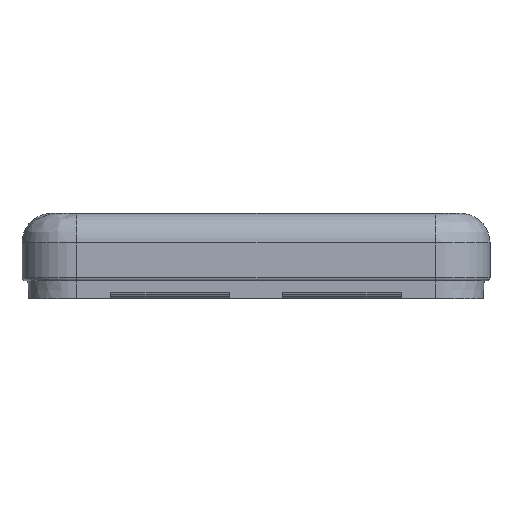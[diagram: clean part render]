
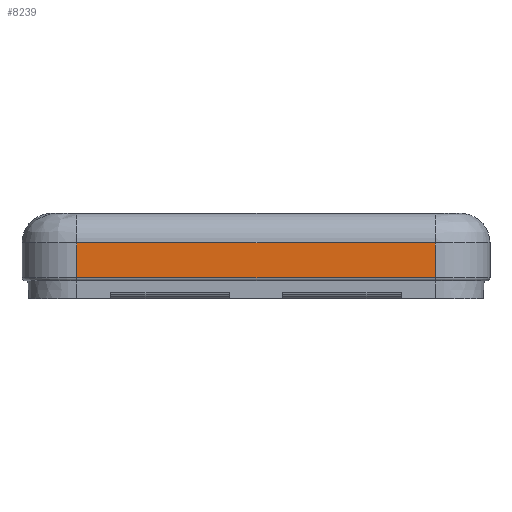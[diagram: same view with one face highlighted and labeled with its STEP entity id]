
A CAD part, front view. The second image highlights one B-rep face of the part: STEP entity #8239.
In plain terms, the highlighted planar face has unit normal (0, -1, 0).
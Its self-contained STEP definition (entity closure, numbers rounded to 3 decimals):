
#874=FACE_OUTER_BOUND('',#1363,.T.);
#1363=EDGE_LOOP('',(#7515,#7516,#7517,#7518));
#1905=LINE('',#12275,#2517);
#2353=LINE('',#14419,#2965);
#2410=LINE('',#14995,#3022);
#2411=LINE('',#15030,#3023);
#2517=VECTOR('',#9491,10.);
#2965=VECTOR('',#11271,10.);
#3022=VECTOR('',#11758,10.);
#3023=VECTOR('',#11767,10.);
#3149=VERTEX_POINT('',#12267);
#3151=VERTEX_POINT('',#12273);
#3706=VERTEX_POINT('',#14417);
#3804=VERTEX_POINT('',#14990);
#3971=EDGE_CURVE('',#3151,#3149,#1905,.T.);
#4845=EDGE_CURVE('',#3706,#3151,#2353,.T.);
#5039=EDGE_CURVE('',#3804,#3706,#2410,.T.);
#5042=EDGE_CURVE('',#3804,#3149,#2411,.T.);
#7515=ORIENTED_EDGE('',*,*,#3971,.F.);
#7516=ORIENTED_EDGE('',*,*,#4845,.F.);
#7517=ORIENTED_EDGE('',*,*,#5039,.F.);
#7518=ORIENTED_EDGE('',*,*,#5042,.T.);
#7788=PLANE('',#9213);
#8239=ADVANCED_FACE('',(#874),#7788,.T.);
#9213=AXIS2_PLACEMENT_3D('',#15032,#11770,#11771);
#9491=DIRECTION('',(-1.,0.,0.));
#11271=DIRECTION('',(0.,0.,-1.));
#11758=DIRECTION('',(1.,0.,0.));
#11767=DIRECTION('',(0.,0.,-1.));
#11770=DIRECTION('center_axis',(0.,-1.,0.));
#11771=DIRECTION('ref_axis',(-1.,0.,0.));
#12267=CARTESIAN_POINT('',(-30.268,-61.,2.1));
#12273=CARTESIAN_POINT('',(30.268,-61.,2.1));
#12275=CARTESIAN_POINT('',(15.134,-61.,2.1));
#14417=CARTESIAN_POINT('',(30.268,-61.,8.));
#14419=CARTESIAN_POINT('',(30.268,-61.,0.));
#14990=CARTESIAN_POINT('',(-30.268,-61.,8.));
#14995=CARTESIAN_POINT('',(15.134,-61.,8.));
#15030=CARTESIAN_POINT('',(-30.268,-61.,0.));
#15032=CARTESIAN_POINT('Origin',(30.268,-61.,0.));
